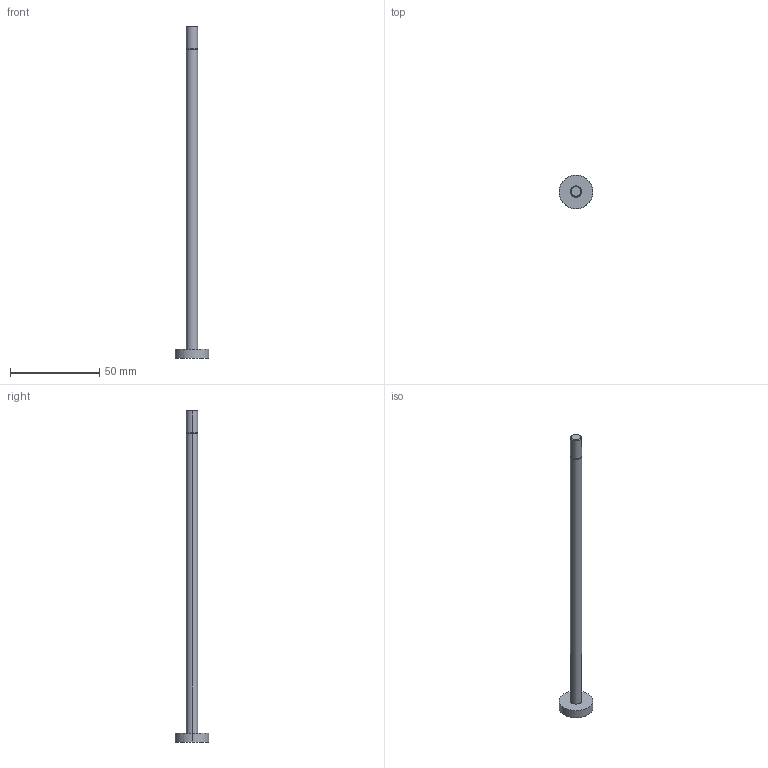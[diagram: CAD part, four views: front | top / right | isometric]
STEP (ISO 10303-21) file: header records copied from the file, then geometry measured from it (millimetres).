
FILE_DESCRIPTION(/* description */ (''),/* implementation_level */ '2;1');
FILE_NAME(/* name */ 'NCDMB075-0500C_2.ipt.stp',/* time_stamp */ '2016-01-07T16:44:25-08:00',/* author */ ('Autodesk Inc.'),/* organization */ ('Autodesk Inc.'),/* preprocessor_version */ 'ST-DEVELOPER v16.1',/* originating_system */ 'Autodesk Inventor 2016',/* authorisation */ '');
FILE_SCHEMA (('AUTOMOTIVE_DESIGN { 1 0 10303 214 3 1 1 }'));
Length unit declared in the file: millimetre
Products named in the file (1): NCDMB075-0500C_2
Bounding box: 19.05 x 19.05 x 186.27 mm (x, y, z)
Volume: 7158.8 mm3; surface area: 4496.1 mm2
Topology: 1 solids, 1 shells, 15 faces, 28 edges, 18 vertices
Faces by surface type: cylinder 8, plane 5, cone 2
Entity records: 408 total; most frequent: DIRECTION 78, CARTESIAN_POINT 62, ORIENTED_EDGE 56, AXIS2_PLACEMENT_3D 34, EDGE_CURVE 28, EDGE_LOOP 18, CIRCLE 18, VERTEX_POINT 18
